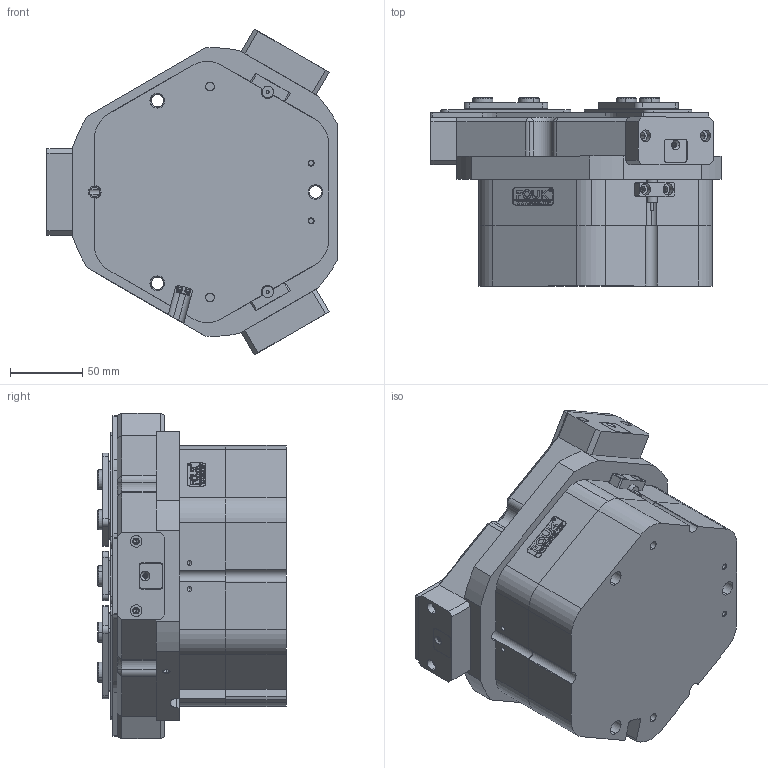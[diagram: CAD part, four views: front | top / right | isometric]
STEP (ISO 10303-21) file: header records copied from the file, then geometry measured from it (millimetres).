
FILE_DESCRIPTION (( 'STEP AP203' ), '1' );
FILE_NAME ('FZ125-200-P-NC.STEP', '2025-01-11T07:20:05', ( 'USER-' ), ( 'Microsoft' ), 'SwSTEP 2.0', 'SolidWorks 2018', '' );
FILE_SCHEMA (( 'CONFIG_CONTROL_DESIGN' ));
Length unit declared in the file: millimetre
Products named in the file (19): TZT125-200-M-14 忒硌薊啣; TZT125-200-M-12 耜猾极; 湮酴; 揤輸杅耀.sldasm-Part-9; TZT125-200-M-01 褲极; ﾏ擎ﾗ14｡ﾁ10｡ﾁ14; TZT125-200-M-NC-05 赻坶菁裔啣; FZ125-200-P; 32x12-R2; FZ125-200; TZT125-200-M-11 奻葡裔啣; TZT125-200-M-13 痄雄結啣; TZ55-94-M-15 耜猾苤裔; 棠羲換覜ん; 揤輸蚾饜极; 电容传感器; 埴翐芛_GB_FASTENER_SCREWS_HSHCS M2X8-N; TZT125-200-M-02 賑輸; FZ125-200-P-NC
Assembly tree (39 placements, depth 5):
  FZ125-200-P-NC
    FZ125-200-P
      FZ125-200
        TZT125-200-M-02 賑輸  x3
        湮酴  x2
        电容传感器  x2
        TZT125-200-M-01 褲极
        32x12-R2
        揤輸蚾饜极  x3
          揤輸杅耀.sldasm-Part-9
          埴翐芛_GB_FASTENER_SCREWS_HSHCS M2X8-N
        棠羲換覜ん  x2
      TZT125-200-M-11 奻葡裔啣
      TZT125-200-M-12 耜猾极  x3
      TZT125-200-M-13 痄雄結啣  x3
      TZT125-200-M-14 忒硌薊啣  x3
      TZ55-94-M-15 耜猾苤裔  x3
      ﾏ擎ﾗ14｡ﾁ10｡ﾁ14  x6
    TZT125-200-M-NC-05 赻坶菁裔啣
Bounding box: 201 x 130.5 x 225.72 mm (x, y, z)
Volume: 2800172.9 mm3; surface area: 371304.7 mm2
Topology: 40 solids, 54 shells, 2005 faces, 5127 edges, 3258 vertices
Faces by surface type: plane 977, cylinder 598, cone 263, bspline 155, torus 12
Entity records: 48173 total; most frequent: CARTESIAN_POINT 13437, ORIENTED_EDGE 6798, DIRECTION 6377, EDGE_CURVE 3399, VERTEX_POINT 2213, VECTOR 2199, LINE 2199, AXIS2_PLACEMENT_3D 2089
